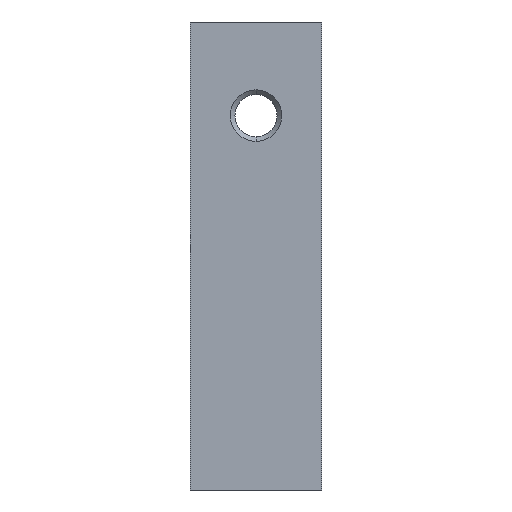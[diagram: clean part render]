
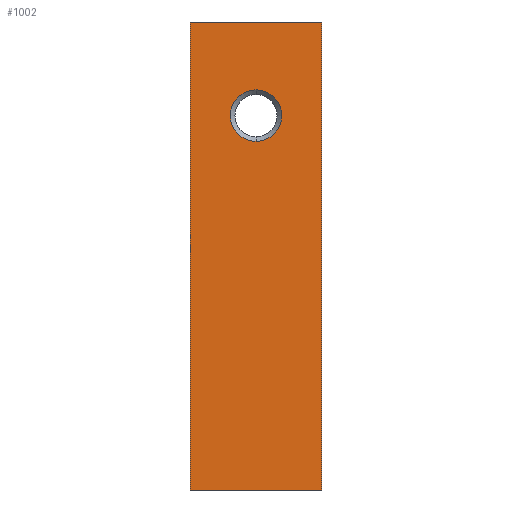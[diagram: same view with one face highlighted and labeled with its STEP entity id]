
A CAD part, front view. The second image highlights one B-rep face of the part: STEP entity #1002.
In plain terms, the highlighted planar face has unit normal (0, -1, 0).
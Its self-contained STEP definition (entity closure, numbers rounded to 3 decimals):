
#3 = DIRECTION ( 'NONE',  ( 0., 1., 0. ) ) ;
#9 = CARTESIAN_POINT ( 'NONE',  ( 7., 0., 25. ) ) ;
#15 = VERTEX_POINT ( 'NONE', #413 ) ;
#16 = ORIENTED_EDGE ( 'NONE', *, *, #259, .T. ) ;
#28 = EDGE_LOOP ( 'NONE', ( #945, #401, #721, #153 ) ) ;
#37 = LINE ( 'NONE', #9, #733 ) ;
#46 = VERTEX_POINT ( 'NONE', #1040 ) ;
#59 = EDGE_CURVE ( 'NONE', #275, #999, #506, .T. ) ;
#79 = DIRECTION ( 'NONE',  ( 0., 0., 1. ) ) ;
#85 = CARTESIAN_POINT ( 'NONE',  ( -7., 0., 25. ) ) ;
#89 = VERTEX_POINT ( 'NONE', #337 ) ;
#129 = DIRECTION ( 'NONE',  ( -1., 0., 0. ) ) ;
#136 = EDGE_CURVE ( 'NONE', #89, #999, #872, .T. ) ;
#153 = ORIENTED_EDGE ( 'NONE', *, *, #202, .T. ) ;
#175 = DIRECTION ( 'NONE',  ( 0., 0., 1. ) ) ;
#188 = EDGE_CURVE ( 'NONE', #15, #275, #814, .T. ) ;
#202 = EDGE_CURVE ( 'NONE', #15, #89, #37, .T. ) ;
#213 = AXIS2_PLACEMENT_3D ( 'NONE', #739, #3, #175 ) ;
#221 = AXIS2_PLACEMENT_3D ( 'NONE', #268, #616, #79 ) ;
#239 = CARTESIAN_POINT ( 'NONE',  ( -7., 0., -25. ) ) ;
#259 = EDGE_CURVE ( 'NONE', #1013, #46, #672, .T. ) ;
#268 = CARTESIAN_POINT ( 'NONE',  ( 7., 0., 25. ) ) ;
#275 = VERTEX_POINT ( 'NONE', #737 ) ;
#337 = CARTESIAN_POINT ( 'NONE',  ( -7., 0., 25. ) ) ;
#374 = EDGE_LOOP ( 'NONE', ( #16, #965 ) ) ;
#401 = ORIENTED_EDGE ( 'NONE', *, *, #59, .F. ) ;
#413 = CARTESIAN_POINT ( 'NONE',  ( 7., 0., 25. ) ) ;
#506 = LINE ( 'NONE', #950, #1144 ) ;
#511 = DIRECTION ( 'NONE',  ( -1., 0., 0. ) ) ;
#545 = DIRECTION ( 'NONE',  ( 0., 1., 0. ) ) ;
#578 = CARTESIAN_POINT ( 'NONE',  ( 7., 0., 25. ) ) ;
#616 = DIRECTION ( 'NONE',  ( 0., 1., 0. ) ) ;
#667 = DIRECTION ( 'NONE',  ( 0., 0., -1. ) ) ;
#672 = CIRCLE ( 'NONE', #213, 2.75 ) ;
#718 = CARTESIAN_POINT ( 'NONE',  ( 0., 0., 12.25 ) ) ;
#719 = CARTESIAN_POINT ( 'NONE',  ( 0., 0., 15. ) ) ;
#721 = ORIENTED_EDGE ( 'NONE', *, *, #188, .F. ) ;
#733 = VECTOR ( 'NONE', #511, 1000. ) ;
#737 = CARTESIAN_POINT ( 'NONE',  ( 7., 0., -25. ) ) ;
#739 = CARTESIAN_POINT ( 'NONE',  ( 0., 0., 15. ) ) ;
#761 = VECTOR ( 'NONE', #1087, 1000. ) ;
#763 = CIRCLE ( 'NONE', #790, 2.75 ) ;
#790 = AXIS2_PLACEMENT_3D ( 'NONE', #719, #545, #1194 ) ;
#813 = VECTOR ( 'NONE', #667, 1000. ) ;
#814 = LINE ( 'NONE', #578, #761 ) ;
#872 = LINE ( 'NONE', #85, #813 ) ;
#927 = FACE_BOUND ( 'NONE', #374, .T. ) ;
#945 = ORIENTED_EDGE ( 'NONE', *, *, #136, .T. ) ;
#950 = CARTESIAN_POINT ( 'NONE',  ( 7., 0., -25. ) ) ;
#965 = ORIENTED_EDGE ( 'NONE', *, *, #1153, .T. ) ;
#999 = VERTEX_POINT ( 'NONE', #239 ) ;
#1002 = ADVANCED_FACE ( 'NONE', ( #927, #1170 ), #1086, .F. ) ;
#1013 = VERTEX_POINT ( 'NONE', #718 ) ;
#1040 = CARTESIAN_POINT ( 'NONE',  ( 0., 0., 17.75 ) ) ;
#1086 = PLANE ( 'NONE',  #221 ) ;
#1087 = DIRECTION ( 'NONE',  ( 0., 0., -1. ) ) ;
#1144 = VECTOR ( 'NONE', #129, 1000. ) ;
#1153 = EDGE_CURVE ( 'NONE', #46, #1013, #763, .T. ) ;
#1170 = FACE_OUTER_BOUND ( 'NONE', #28, .T. ) ;
#1194 = DIRECTION ( 'NONE',  ( 0., 0., 1. ) ) ;
